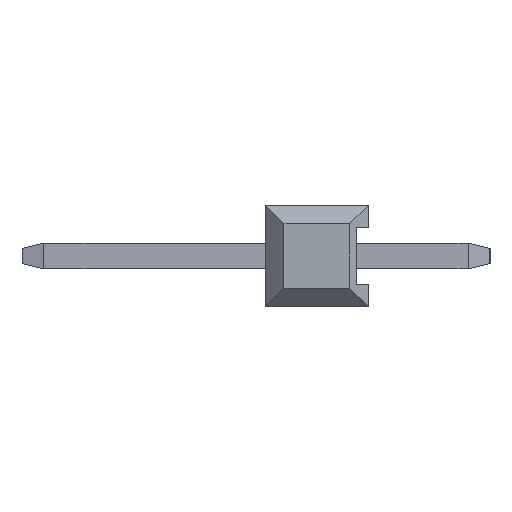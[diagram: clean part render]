
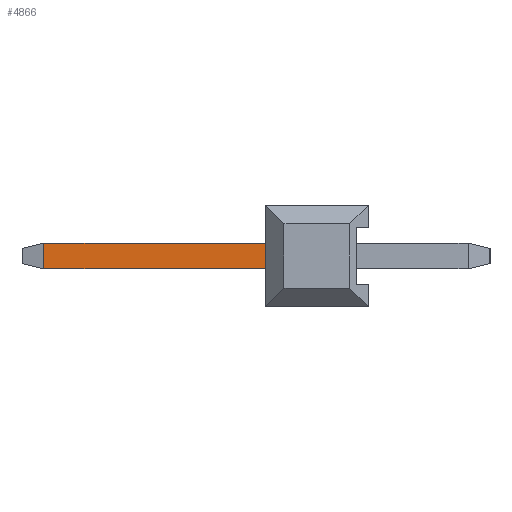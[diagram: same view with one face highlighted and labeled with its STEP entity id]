
A CAD part, left-side view. The second image highlights one B-rep face of the part: STEP entity #4866.
In plain terms, the highlighted planar face has unit normal (-1, 0, 0).
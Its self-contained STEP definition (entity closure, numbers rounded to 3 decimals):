
#479 = VERTEX_POINT ( 'NONE', #9351 ) ;
#605 = VECTOR ( 'NONE', #10799, 1000. ) ;
#3230 = LINE ( 'NONE', #3231, #13657 ) ;
#3231 = CARTESIAN_POINT ( 'NONE',  ( -0.32, 8.54, -0.32 ) ) ;
#3232 = DIRECTION ( 'NONE',  ( 0., -1., 0. ) ) ;
#3236 = LINE ( 'NONE', #3237, #13659 ) ;
#3237 = CARTESIAN_POINT ( 'NONE',  ( -0.32, 7.999, 0.32 ) ) ;
#3238 = DIRECTION ( 'NONE',  ( 0., 0., -1. ) ) ;
#3239 = LINE ( 'NONE', #3240, #13660 ) ;
#3240 = CARTESIAN_POINT ( 'NONE',  ( -0.32, 8.54, 0.32 ) ) ;
#3241 = DIRECTION ( 'NONE',  ( 0., -1., 0. ) ) ;
#4687 = ORIENTED_EDGE ( 'NONE', *, *, #8506, .T. ) ;
#4688 = ORIENTED_EDGE ( 'NONE', *, *, #6482, .T. ) ;
#4689 = ORIENTED_EDGE ( 'NONE', *, *, #6480, .T. ) ;
#4690 = ORIENTED_EDGE ( 'NONE', *, *, #6483, .F. ) ;
#4866 = ADVANCED_FACE ( 'NONE', ( #6239 ), #12160, .T. ) ;
#6239 = FACE_OUTER_BOUND ( 'NONE', #13613, .T. ) ;
#6241 = AXIS2_PLACEMENT_3D ( 'NONE', #12161, #12162, #12163 ) ;
#6480 = EDGE_CURVE ( 'NONE', #479, #8053, #3230, .T. ) ;
#6482 = EDGE_CURVE ( 'NONE', #7889, #479, #3236, .T. ) ;
#6483 = EDGE_CURVE ( 'NONE', #7889, #12402, #3239, .T. ) ;
#7889 = VERTEX_POINT ( 'NONE', #8176 ) ;
#8053 = VERTEX_POINT ( 'NONE', #8264 ) ;
#8176 = CARTESIAN_POINT ( 'NONE',  ( -0.32, 7.999, 0.32 ) ) ;
#8264 = CARTESIAN_POINT ( 'NONE',  ( -0.32, 2.54, -0.32 ) ) ;
#8506 = EDGE_CURVE ( 'NONE', #8053, #12402, #10797, .T. ) ;
#9351 = CARTESIAN_POINT ( 'NONE',  ( -0.32, 7.999, -0.32 ) ) ;
#10248 = CARTESIAN_POINT ( 'NONE',  ( -0.32, 2.54, 0.32 ) ) ;
#10797 = LINE ( 'NONE', #10798, #605 ) ;
#10798 = CARTESIAN_POINT ( 'NONE',  ( -0.32, 2.54, -0.32 ) ) ;
#10799 = DIRECTION ( 'NONE',  ( 0., 0., 1. ) ) ;
#12160 = PLANE ( 'NONE',  #6241 ) ;
#12161 = CARTESIAN_POINT ( 'NONE',  ( -0.32, 8.54, 0.32 ) ) ;
#12162 = DIRECTION ( 'NONE',  ( -1., 0., 0. ) ) ;
#12163 = DIRECTION ( 'NONE',  ( 0., 0., 1. ) ) ;
#12402 = VERTEX_POINT ( 'NONE', #10248 ) ;
#13613 = EDGE_LOOP ( 'NONE', ( #4690, #4688, #4689, #4687 ) ) ;
#13657 = VECTOR ( 'NONE', #3232, 1000. ) ;
#13659 = VECTOR ( 'NONE', #3238, 1000. ) ;
#13660 = VECTOR ( 'NONE', #3241, 1000. ) ;
